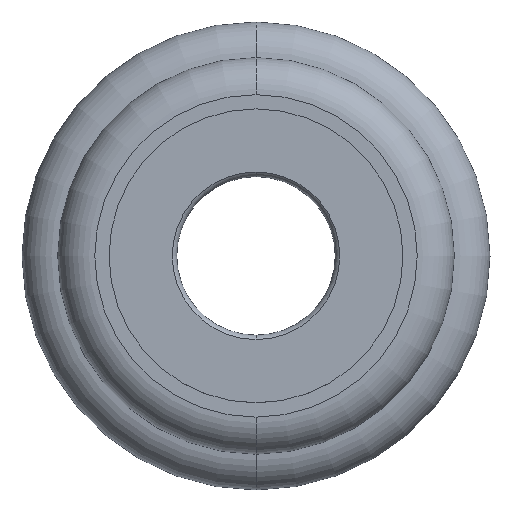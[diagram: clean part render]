
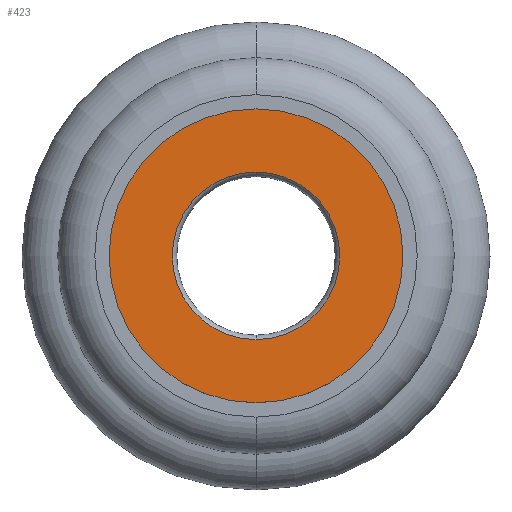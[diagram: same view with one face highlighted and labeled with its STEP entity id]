
A CAD part, top view. The second image highlights one B-rep face of the part: STEP entity #423.
In plain terms, the highlighted planar face has unit normal (0, 0, 1).
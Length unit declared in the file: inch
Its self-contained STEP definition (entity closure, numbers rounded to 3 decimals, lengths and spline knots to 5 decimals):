
#80=CARTESIAN_POINT('',(0.,0.,0.));
#81=DIRECTION('',(0.,0.,1.));
#82=DIRECTION('',(0.,1.,0.));
#83=AXIS2_PLACEMENT_3D('',#80,#81,#82);
#85=CARTESIAN_POINT('',(0.,0.,0.));
#86=DIRECTION('',(0.,0.,-1.));
#87=DIRECTION('',(0.,1.,0.));
#88=AXIS2_PLACEMENT_3D('',#85,#86,#87);
#90=CARTESIAN_POINT('',(0.,0.,0.));
#91=DIRECTION('',(0.,0.,1.));
#92=DIRECTION('',(0.,1.,0.));
#93=AXIS2_PLACEMENT_3D('',#90,#91,#92);
#95=CARTESIAN_POINT('',(0.,0.,0.));
#96=DIRECTION('',(0.,0.,1.));
#97=DIRECTION('',(0.,-1.,0.));
#98=AXIS2_PLACEMENT_3D('',#95,#96,#97);
#237=CARTESIAN_POINT('',(0.,0.741,0.));
#239=VERTEX_POINT('',#237);
#247=CARTESIAN_POINT('',(0.,-0.741,0.));
#249=VERTEX_POINT('',#247);
#278=CARTESIAN_POINT('',(0.,0.4225,0.));
#279=CARTESIAN_POINT('',(0.,-0.4225,0.));
#280=VERTEX_POINT('',#278);
#281=VERTEX_POINT('',#279);
#408=CARTESIAN_POINT('',(0.,0.,0.));
#409=DIRECTION('',(0.,0.,-1.));
#410=DIRECTION('',(0.,-1.,0.));
#411=AXIS2_PLACEMENT_3D('',#408,#409,#410);
#412=PLANE('',#411);
#413=ORIENTED_EDGE('',*,*,#387,.F.);
#414=ORIENTED_EDGE('',*,*,#403,.T.);
#415=EDGE_LOOP('',(#413,#414));
#416=FACE_OUTER_BOUND('',#415,.F.);
#418=ORIENTED_EDGE('',*,*,#417,.T.);
#420=ORIENTED_EDGE('',*,*,#419,.T.);
#421=EDGE_LOOP('',(#418,#420));
#422=FACE_BOUND('',#421,.F.);
#423=ADVANCED_FACE('',(#416,#422),#412,.F.);
#84=CIRCLE('',#83,0.741);
#89=CIRCLE('',#88,0.741);
#94=CIRCLE('',#93,0.4225);
#99=CIRCLE('',#98,0.4225);
#387=EDGE_CURVE('',#239,#249,#84,.T.);
#403=EDGE_CURVE('',#239,#249,#89,.T.);
#417=EDGE_CURVE('',#280,#281,#94,.T.);
#419=EDGE_CURVE('',#281,#280,#99,.T.);
